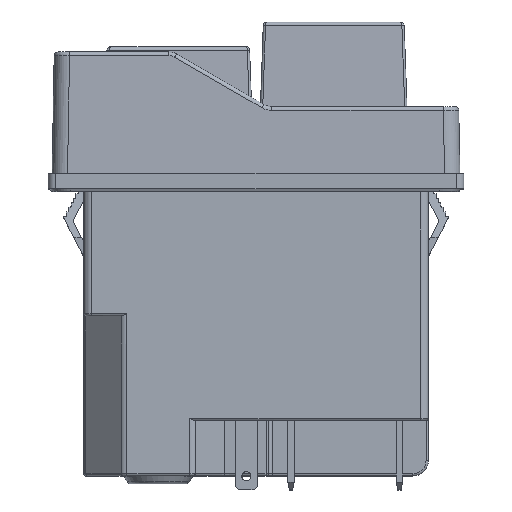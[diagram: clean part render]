
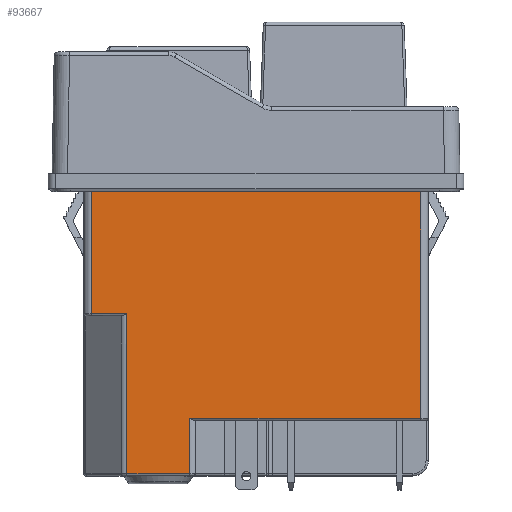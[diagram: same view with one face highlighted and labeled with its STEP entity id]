
A CAD part, top view. The second image highlights one B-rep face of the part: STEP entity #93667.
In plain terms, the highlighted planar face has unit normal (0, 0, 1).
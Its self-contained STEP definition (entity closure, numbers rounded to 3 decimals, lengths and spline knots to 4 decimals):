
#5854=FACE_OUTER_BOUND('',#10755,.T.);
#10755=EDGE_LOOP('',(#81010,#81011,#81012,#81013,#81014,#81015,#81016,#81017));
#19900=LINE('',#144578,#32245);
#21828=LINE('',#148552,#34173);
#21851=LINE('',#148645,#34196);
#21852=LINE('',#148648,#34197);
#21853=LINE('',#148650,#34198);
#21854=LINE('',#148652,#34199);
#21855=LINE('',#148653,#34200);
#21856=LINE('',#148654,#34201);
#32245=VECTOR('',#116505,0.3217);
#34173=VECTOR('',#119977,1.685);
#34196=VECTOR('',#120078,0.2835);
#34197=VECTOR('',#120081,1.378);
#34198=VECTOR('',#120082,0.8425);
#34199=VECTOR('',#120083,0.1817);
#34200=VECTOR('',#120084,0.8189);
#34201=VECTOR('',#120085,1.1817);
#42391=VERTEX_POINT('',#144573);
#42392=VERTEX_POINT('',#144577);
#43665=VERTEX_POINT('',#148549);
#43666=VERTEX_POINT('',#148551);
#43681=VERTEX_POINT('',#148636);
#43682=VERTEX_POINT('',#148647);
#43683=VERTEX_POINT('',#148649);
#43684=VERTEX_POINT('',#148651);
#54391=EDGE_CURVE('',#42391,#42392,#19900,.T.);
#56372=EDGE_CURVE('',#43665,#43666,#21828,.T.);
#56415=EDGE_CURVE('',#43681,#42391,#21851,.T.);
#56416=EDGE_CURVE('',#43682,#43666,#21852,.T.);
#56417=EDGE_CURVE('',#43665,#43683,#21853,.T.);
#56418=EDGE_CURVE('',#43683,#43684,#21854,.T.);
#56419=EDGE_CURVE('',#43684,#42392,#21855,.T.);
#56420=EDGE_CURVE('',#43681,#43682,#21856,.T.);
#81010=ORIENTED_EDGE('',*,*,#56416,.T.);
#81011=ORIENTED_EDGE('',*,*,#56372,.F.);
#81012=ORIENTED_EDGE('',*,*,#56417,.T.);
#81013=ORIENTED_EDGE('',*,*,#56418,.T.);
#81014=ORIENTED_EDGE('',*,*,#56419,.T.);
#81015=ORIENTED_EDGE('',*,*,#54391,.F.);
#81016=ORIENTED_EDGE('',*,*,#56415,.F.);
#81017=ORIENTED_EDGE('',*,*,#56420,.T.);
#88942=PLANE('',#99334);
#93667=ADVANCED_FACE('',(#5854),#88942,.T.);
#99334=AXIS2_PLACEMENT_3D('',#148646,#120079,#120080);
#116505=DIRECTION('',(-1.,0.,0.));
#119977=DIRECTION('',(1.,0.,0.));
#120078=DIRECTION('',(0.,-1.,0.));
#120079=DIRECTION('center_axis',(0.,0.,1.));
#120080=DIRECTION('ref_axis',(1.,0.,0.));
#120081=DIRECTION('',(0.,1.,0.));
#120082=DIRECTION('',(0.,-1.,0.));
#120083=DIRECTION('',(1.,0.,0.));
#120084=DIRECTION('',(0.,-1.,0.));
#120085=DIRECTION('',(1.,0.,0.));
#144573=CARTESIAN_POINT('',(-0.3391,-1.5906,0.4213));
#144577=CARTESIAN_POINT('',(-0.6609,-1.5906,0.4213));
#144578=CARTESIAN_POINT('',(-0.3391,-1.5906,0.4213));
#148549=CARTESIAN_POINT('',(-0.8425,0.0709,0.4213));
#148551=CARTESIAN_POINT('',(0.8425,0.0709,0.4213));
#148552=CARTESIAN_POINT('',(-0.8425,0.0709,0.4213));
#148636=CARTESIAN_POINT('',(-0.3391,-1.3071,0.4213));
#148645=CARTESIAN_POINT('',(-0.3391,-1.3071,0.4213));
#148646=CARTESIAN_POINT('Origin',(-0.8819,0.,0.4213));
#148647=CARTESIAN_POINT('',(0.8425,-1.3071,0.4213));
#148648=CARTESIAN_POINT('',(0.8425,-1.3071,0.4213));
#148649=CARTESIAN_POINT('',(-0.8425,-0.7717,0.4213));
#148650=CARTESIAN_POINT('',(-0.8425,0.0709,0.4213));
#148651=CARTESIAN_POINT('',(-0.6609,-0.7717,0.4213));
#148652=CARTESIAN_POINT('',(-0.8425,-0.7717,0.4213));
#148653=CARTESIAN_POINT('',(-0.6609,-0.7717,0.4213));
#148654=CARTESIAN_POINT('',(-0.3391,-1.3071,0.4213));
